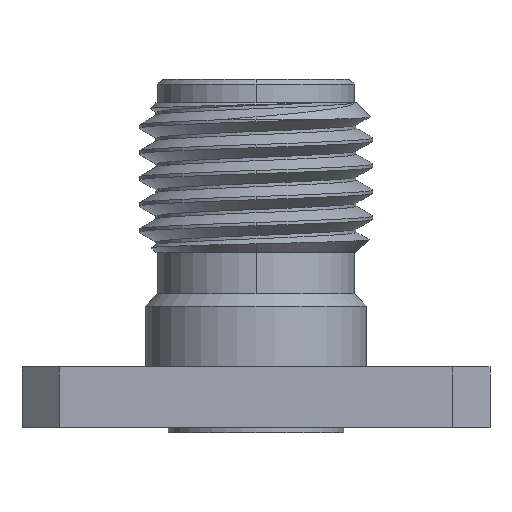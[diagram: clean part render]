
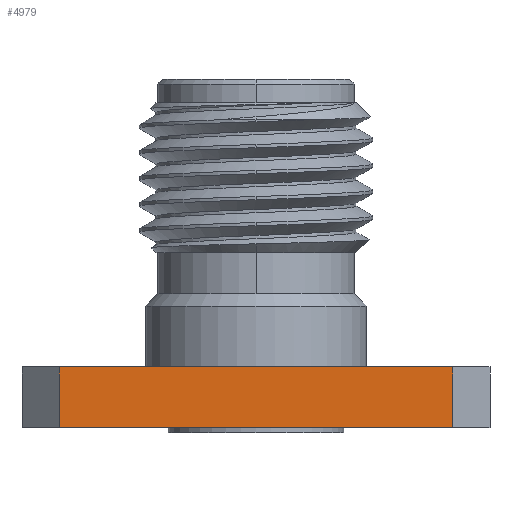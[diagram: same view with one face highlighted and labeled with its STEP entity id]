
A CAD part, front view. The second image highlights one B-rep face of the part: STEP entity #4979.
In plain terms, the highlighted planar face has unit normal (0, -1, 0).
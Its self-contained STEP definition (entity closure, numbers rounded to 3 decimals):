
#85 = AXIS2_PLACEMENT_3D ( 'NONE', #582, #3297, #918 ) ;
#228 = CARTESIAN_POINT ( 'NONE',  ( -6.35, -6.35, -1.65 ) ) ;
#305 = CARTESIAN_POINT ( 'NONE',  ( -5.334, -6.35, 0. ) ) ;
#461 = VECTOR ( 'NONE', #861, 1000. ) ;
#582 = CARTESIAN_POINT ( 'NONE',  ( -6.35, -6.35, -1.65 ) ) ;
#639 = ORIENTED_EDGE ( 'NONE', *, *, #3929, .T. ) ;
#861 = DIRECTION ( 'NONE',  ( 0., 0., 1. ) ) ;
#918 = DIRECTION ( 'NONE',  ( 0., 0., -1. ) ) ;
#953 = VERTEX_POINT ( 'NONE', #3455 ) ;
#1003 = VERTEX_POINT ( 'NONE', #305 ) ;
#1361 = VERTEX_POINT ( 'NONE', #1968 ) ;
#1413 = LINE ( 'NONE', #5038, #2211 ) ;
#1478 = LINE ( 'NONE', #4367, #461 ) ;
#1558 = EDGE_CURVE ( 'NONE', #4767, #1361, #1478, .T. ) ;
#1795 = DIRECTION ( 'NONE',  ( 1., 0., 0. ) ) ;
#1859 = VECTOR ( 'NONE', #4447, 1000. ) ;
#1903 = EDGE_CURVE ( 'NONE', #1003, #1361, #1413, .T. ) ;
#1968 = CARTESIAN_POINT ( 'NONE',  ( 5.334, -6.35, 0. ) ) ;
#2211 = VECTOR ( 'NONE', #4996, 1000. ) ;
#2279 = ORIENTED_EDGE ( 'NONE', *, *, #4357, .T. ) ;
#2894 = CARTESIAN_POINT ( 'NONE',  ( -5.334, -6.35, -1.65 ) ) ;
#3297 = DIRECTION ( 'NONE',  ( 0., -1., 0. ) ) ;
#3320 = ORIENTED_EDGE ( 'NONE', *, *, #1903, .F. ) ;
#3420 = EDGE_LOOP ( 'NONE', ( #3320, #2279, #639, #4024 ) ) ;
#3455 = CARTESIAN_POINT ( 'NONE',  ( -5.334, -6.35, -1.65 ) ) ;
#3702 = PLANE ( 'NONE',  #85 ) ;
#3816 = LINE ( 'NONE', #2894, #1859 ) ;
#3873 = VECTOR ( 'NONE', #1795, 1000. ) ;
#3929 = EDGE_CURVE ( 'NONE', #953, #4767, #4481, .T. ) ;
#3989 = FACE_OUTER_BOUND ( 'NONE', #3420, .T. ) ;
#4024 = ORIENTED_EDGE ( 'NONE', *, *, #1558, .T. ) ;
#4357 = EDGE_CURVE ( 'NONE', #1003, #953, #3816, .T. ) ;
#4367 = CARTESIAN_POINT ( 'NONE',  ( 5.334, -6.35, -1.65 ) ) ;
#4447 = DIRECTION ( 'NONE',  ( 0., 0., -1. ) ) ;
#4481 = LINE ( 'NONE', #228, #3873 ) ;
#4650 = CARTESIAN_POINT ( 'NONE',  ( 5.334, -6.35, -1.65 ) ) ;
#4767 = VERTEX_POINT ( 'NONE', #4650 ) ;
#4979 = ADVANCED_FACE ( 'NONE', ( #3989 ), #3702, .T. ) ;
#4996 = DIRECTION ( 'NONE',  ( 1., 0., 0. ) ) ;
#5038 = CARTESIAN_POINT ( 'NONE',  ( -6.35, -6.35, 0. ) ) ;
